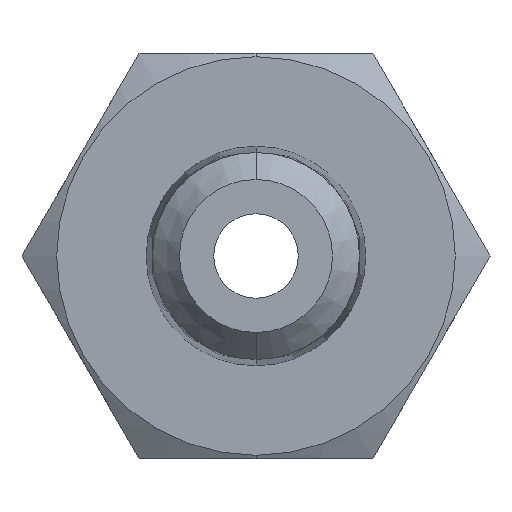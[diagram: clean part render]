
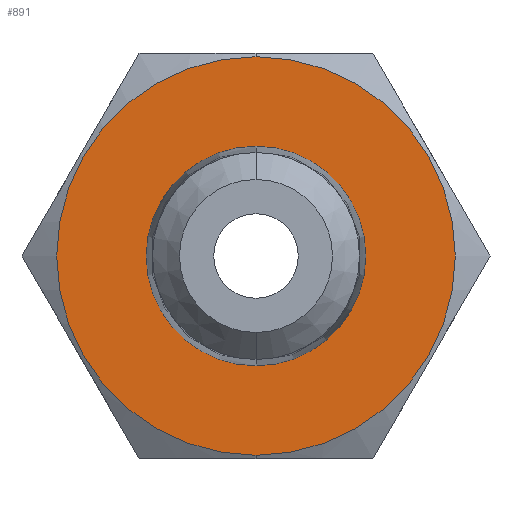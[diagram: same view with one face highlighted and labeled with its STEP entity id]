
A CAD part, front view. The second image highlights one B-rep face of the part: STEP entity #891.
In plain terms, the highlighted planar face has unit normal (0, -1, 0).
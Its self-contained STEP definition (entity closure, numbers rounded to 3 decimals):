
#72 = AXIS2_PLACEMENT_3D ( 'NONE', #79, #77, #76 ) ;
#76 = DIRECTION ( 'NONE',  ( 0., 0., 1. ) ) ;
#77 = DIRECTION ( 'NONE',  ( 0., -1., 0. ) ) ;
#79 = CARTESIAN_POINT ( 'NONE',  ( 0., 8., 0. ) ) ;
#83 = CIRCLE ( 'NONE', #72, 5.9 ) ;
#282 = FACE_BOUND ( 'NONE', #931, .T. ) ;
#291 = AXIS2_PLACEMENT_3D ( 'NONE', #298, #297, #292 ) ;
#292 = DIRECTION ( 'NONE',  ( 0., 0., 1. ) ) ;
#296 = PLANE ( 'NONE',  #291 ) ;
#297 = DIRECTION ( 'NONE',  ( 0., 1., 0. ) ) ;
#298 = CARTESIAN_POINT ( 'NONE',  ( 3.249, 8., 0. ) ) ;
#300 = FACE_OUTER_BOUND ( 'NONE', #908, .T. ) ;
#352 = AXIS2_PLACEMENT_3D ( 'NONE', #364, #362, #356 ) ;
#356 = DIRECTION ( 'NONE',  ( 0., 0., -1. ) ) ;
#362 = DIRECTION ( 'NONE',  ( 0., -1., 0. ) ) ;
#364 = CARTESIAN_POINT ( 'NONE',  ( 0., 8., 0. ) ) ;
#366 = CIRCLE ( 'NONE', #352, 3.249 ) ;
#507 = DIRECTION ( 'NONE',  ( 0., 0., -1. ) ) ;
#508 = DIRECTION ( 'NONE',  ( 0., -1., 0. ) ) ;
#509 = CARTESIAN_POINT ( 'NONE',  ( 0., 8., 0. ) ) ;
#510 = AXIS2_PLACEMENT_3D ( 'NONE', #509, #508, #507 ) ;
#516 = CIRCLE ( 'NONE', #510, 3.249 ) ;
#539 = CARTESIAN_POINT ( 'NONE',  ( 0., 8., 3.249 ) ) ;
#770 = EDGE_CURVE ( 'NONE', #1628, #1675, #83, .T. ) ;
#882 = ORIENTED_EDGE ( 'NONE', *, *, #770, .T. ) ;
#891 = ADVANCED_FACE ( 'NONE', ( #300, #282 ), #296, .F. ) ;
#906 = ORIENTED_EDGE ( 'NONE', *, *, #1543, .F. ) ;
#908 = EDGE_LOOP ( 'NONE', ( #882, #909 ) ) ;
#909 = ORIENTED_EDGE ( 'NONE', *, *, #1680, .T. ) ;
#910 = ORIENTED_EDGE ( 'NONE', *, *, #933, .F. ) ;
#931 = EDGE_LOOP ( 'NONE', ( #910, #906 ) ) ;
#933 = EDGE_CURVE ( 'NONE', #1558, #1650, #366, .T. ) ;
#1025 = CARTESIAN_POINT ( 'NONE',  ( 0., 8., 5.9 ) ) ;
#1118 = CARTESIAN_POINT ( 'NONE',  ( 0., 8., -3.249 ) ) ;
#1144 = CARTESIAN_POINT ( 'NONE',  ( 0., 8., -5.9 ) ) ;
#1165 = AXIS2_PLACEMENT_3D ( 'NONE', #1186, #1185, #1184 ) ;
#1166 = CIRCLE ( 'NONE', #1165, 5.9 ) ;
#1184 = DIRECTION ( 'NONE',  ( 0., 0., 1. ) ) ;
#1185 = DIRECTION ( 'NONE',  ( 0., -1., 0. ) ) ;
#1186 = CARTESIAN_POINT ( 'NONE',  ( 0., 8., 0. ) ) ;
#1543 = EDGE_CURVE ( 'NONE', #1650, #1558, #516, .T. ) ;
#1558 = VERTEX_POINT ( 'NONE', #539 ) ;
#1628 = VERTEX_POINT ( 'NONE', #1025 ) ;
#1650 = VERTEX_POINT ( 'NONE', #1118 ) ;
#1675 = VERTEX_POINT ( 'NONE', #1144 ) ;
#1680 = EDGE_CURVE ( 'NONE', #1675, #1628, #1166, .T. ) ;
